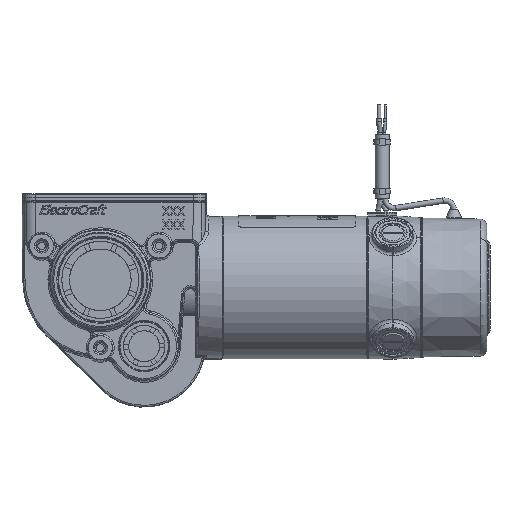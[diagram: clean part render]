
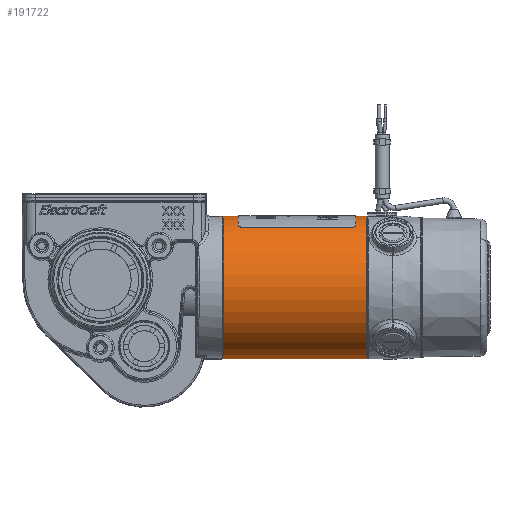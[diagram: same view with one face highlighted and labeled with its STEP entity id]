
A CAD part, top view. The second image highlights one B-rep face of the part: STEP entity #191722.
In plain terms, the highlighted cylindrical face has radius 46.35 mm (diameter 92.7 mm), a partial arc.
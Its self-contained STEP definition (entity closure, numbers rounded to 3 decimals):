
#11931 = ORIENTED_EDGE ( 'NONE', *, *, #30785, .T. ) ;
#13035 = DIRECTION ( 'NONE',  ( -1., 0., 0. ) ) ;
#14604 = DIRECTION ( 'NONE',  ( 1., 0., 0. ) ) ;
#15258 = ORIENTED_EDGE ( 'NONE', *, *, #49461, .F. ) ;
#15533 = DIRECTION ( 'NONE',  ( 1., 0., 0. ) ) ;
#16195 = CARTESIAN_POINT ( 'NONE',  ( 89.598, 41.415, 0. ) ) ;
#16819 = CARTESIAN_POINT ( 'NONE',  ( 165.718, 35.116, 23.331 ) ) ;
#17449 = B_SPLINE_CURVE_WITH_KNOTS ( 'NONE', 3,
 ( #38641, #166561, #28572, #179627, #182592, #118588 ),
 .UNSPECIFIED., .F., .F.,
 ( 4, 2, 4 ),
 ( 0.5, 0.75, 1. ),
 .UNSPECIFIED. ) ;
#19157 = EDGE_CURVE ( 'NONE', #140578, #27821, #86422, .T. ) ;
#19764 = CARTESIAN_POINT ( 'NONE',  ( 126.448, 41.415, 0. ) ) ;
#27821 = VERTEX_POINT ( 'NONE', #118718 ) ;
#28572 = CARTESIAN_POINT ( 'NONE',  ( 90.001, 34.719, 24.001 ) ) ;
#30785 = EDGE_CURVE ( 'NONE', #142665, #140578, #119066, .T. ) ;
#31509 = ORIENTED_EDGE ( 'NONE', *, *, #154464, .T. ) ;
#31530 = DIRECTION ( 'NONE',  ( 1., 0., 0. ) ) ;
#31577 = CARTESIAN_POINT ( 'NONE',  ( 79.952, -4.935, 0. ) ) ;
#31701 = CARTESIAN_POINT ( 'NONE',  ( 165.798, 35.525, 22.612 ) ) ;
#33204 = CARTESIAN_POINT ( 'NONE',  ( 126.448, -51.285, 0. ) ) ;
#35296 = VERTEX_POINT ( 'NONE', #128903 ) ;
#36404 = CARTESIAN_POINT ( 'NONE',  ( 91.169, 34.1, 24.992 ) ) ;
#37119 = CIRCLE ( 'NONE', #43549, 46.35 ) ;
#38641 = CARTESIAN_POINT ( 'NONE',  ( 90.528, 34.381, 24.547 ) ) ;
#39067 = CARTESIAN_POINT ( 'NONE',  ( 164.227, 34.1, 24.992 ) ) ;
#40159 = EDGE_CURVE ( 'NONE', #142334, #47384, #157181, .T. ) ;
#41443 = DIRECTION ( 'NONE',  ( 0., 1., 0. ) ) ;
#41555 = B_SPLINE_CURVE_WITH_KNOTS ( 'NONE', 3,
 ( #92846, #105909, #16819, #77825, #59909, #166868 ),
 .UNSPECIFIED., .F., .F.,
 ( 4, 2, 4 ),
 ( 0., 0.25, 0.5 ),
 .UNSPECIFIED. ) ;
#41854 = CARTESIAN_POINT ( 'NONE',  ( 172.944, 41.415, 0. ) ) ;
#42187 = ORIENTED_EDGE ( 'NONE', *, *, #19157, .T. ) ;
#42490 = EDGE_CURVE ( 'NONE', #177798, #170427, #42715, .T. ) ;
#42715 = LINE ( 'NONE', #181723, #172360 ) ;
#43549 = AXIS2_PLACEMENT_3D ( 'NONE', #54451, #163408, #41443 ) ;
#44999 = CARTESIAN_POINT ( 'NONE',  ( 172.944, -51.285, 0. ) ) ;
#46297 = VECTOR ( 'NONE', #111781, 1000. ) ;
#46517 = DIRECTION ( 'NONE',  ( 0., 1., 0. ) ) ;
#47384 = VERTEX_POINT ( 'NONE', #44999 ) ;
#47747 = EDGE_LOOP ( 'NONE', ( #65953, #174377, #55364, #15258, #31509, #104294, #182184, #11931, #42187, #170591, #139188, #190877 ) ) ;
#49461 = EDGE_CURVE ( 'NONE', #90765, #155887, #171817, .T. ) ;
#54451 = CARTESIAN_POINT ( 'NONE',  ( 89.598, -4.935, 0. ) ) ;
#55032 = CARTESIAN_POINT ( 'NONE',  ( 164.868, 34.381, 24.547 ) ) ;
#55364 = ORIENTED_EDGE ( 'NONE', *, *, #95100, .F. ) ;
#57083 = CARTESIAN_POINT ( 'NONE',  ( 79.952, 41.415, 0. ) ) ;
#59909 = CARTESIAN_POINT ( 'NONE',  ( 165.166, 34.539, 24.294 ) ) ;
#62565 = DIRECTION ( 'NONE',  ( 0., 1., 0. ) ) ;
#65479 = CARTESIAN_POINT ( 'NONE',  ( 126.448, -4.935, 0. ) ) ;
#65953 = ORIENTED_EDGE ( 'NONE', *, *, #143519, .T. ) ;
#72074 = CARTESIAN_POINT ( 'NONE',  ( 126.448, 33.881, 25.331 ) ) ;
#74555 = CARTESIAN_POINT ( 'NONE',  ( 172.944, -4.935, 0. ) ) ;
#77825 = CARTESIAN_POINT ( 'NONE',  ( 165.396, 34.719, 24.001 ) ) ;
#81947 = EDGE_CURVE ( 'NONE', #84339, #35296, #41555, .T. ) ;
#82490 = EDGE_CURVE ( 'NONE', #170870, #170427, #37119, .T. ) ;
#84154 = CARTESIAN_POINT ( 'NONE',  ( 92.773, 33.881, 25.331 ) ) ;
#84339 = VERTEX_POINT ( 'NONE', #31701 ) ;
#86422 = B_SPLINE_CURVE_WITH_KNOTS ( 'NONE', 3,
 ( #173435, #161326, #146354, #36404, #101396, #179341 ),
 .UNSPECIFIED., .F., .F.,
 ( 4, 2, 4 ),
 ( 0., 0.25, 0.5 ),
 .UNSPECIFIED. ) ;
#87021 = CARTESIAN_POINT ( 'NONE',  ( 164.571, 34.224, 24.799 ) ) ;
#90765 = VERTEX_POINT ( 'NONE', #90946 ) ;
#90946 = CARTESIAN_POINT ( 'NONE',  ( 165.798, 41.415, 0. ) ) ;
#92846 = CARTESIAN_POINT ( 'NONE',  ( 165.798, 35.525, 22.612 ) ) ;
#95100 = EDGE_CURVE ( 'NONE', #155887, #47384, #170251, .T. ) ;
#98093 = VECTOR ( 'NONE', #13035, 1000. ) ;
#98164 = CARTESIAN_POINT ( 'NONE',  ( 163.449, 33.925, 25.263 ) ) ;
#99728 = CARTESIAN_POINT ( 'NONE',  ( 162.623, 33.881, 25.331 ) ) ;
#101396 = CARTESIAN_POINT ( 'NONE',  ( 90.826, 34.224, 24.799 ) ) ;
#103735 = DIRECTION ( 'NONE',  ( 1., 0., 0. ) ) ;
#104068 = CARTESIAN_POINT ( 'NONE',  ( 89.598, 35.525, 22.612 ) ) ;
#104294 = ORIENTED_EDGE ( 'NONE', *, *, #81947, .T. ) ;
#104884 = VECTOR ( 'NONE', #123242, 1000. ) ;
#105909 = CARTESIAN_POINT ( 'NONE',  ( 165.798, 35.319, 22.98 ) ) ;
#107080 = EDGE_CURVE ( 'NONE', #35296, #142665, #140245, .T. ) ;
#111781 = DIRECTION ( 'NONE',  ( 1., 0., 0. ) ) ;
#115085 = CARTESIAN_POINT ( 'NONE',  ( 162.623, 33.881, 25.331 ) ) ;
#118588 = CARTESIAN_POINT ( 'NONE',  ( 89.598, 35.525, 22.612 ) ) ;
#118718 = CARTESIAN_POINT ( 'NONE',  ( 90.528, 34.381, 24.547 ) ) ;
#118760 = CARTESIAN_POINT ( 'NONE',  ( 165.798, -4.935, 0. ) ) ;
#119066 = LINE ( 'NONE', #72074, #98093 ) ;
#123242 = DIRECTION ( 'NONE',  ( 1., 0., 0. ) ) ;
#123529 = CYLINDRICAL_SURFACE ( 'NONE', #169799, 46.35 ) ;
#124945 = AXIS2_PLACEMENT_3D ( 'NONE', #31577, #14604, #62565 ) ;
#126779 = CIRCLE ( 'NONE', #197047, 46.35 ) ;
#128903 = CARTESIAN_POINT ( 'NONE',  ( 164.868, 34.381, 24.547 ) ) ;
#131992 = AXIS2_PLACEMENT_3D ( 'NONE', #74555, #15533, #46517 ) ;
#139188 = ORIENTED_EDGE ( 'NONE', *, *, #82490, .T. ) ;
#140245 = B_SPLINE_CURVE_WITH_KNOTS ( 'NONE', 3,
 ( #55032, #87021, #39067, #98164, #160072, #115085 ),
 .UNSPECIFIED., .F., .F.,
 ( 4, 2, 4 ),
 ( 0.5, 0.75, 1. ),
 .UNSPECIFIED. ) ;
#140578 = VERTEX_POINT ( 'NONE', #84154 ) ;
#142334 = VERTEX_POINT ( 'NONE', #148871 ) ;
#142464 = DIRECTION ( 'NONE',  ( 0., 1., 0. ) ) ;
#142665 = VERTEX_POINT ( 'NONE', #99728 ) ;
#143519 = EDGE_CURVE ( 'NONE', #177798, #142334, #150470, .T. ) ;
#146354 = CARTESIAN_POINT ( 'NONE',  ( 91.947, 33.925, 25.263 ) ) ;
#148871 = CARTESIAN_POINT ( 'NONE',  ( 79.952, -51.285, 0. ) ) ;
#150470 = CIRCLE ( 'NONE', #124945, 46.35 ) ;
#154464 = EDGE_CURVE ( 'NONE', #90765, #84339, #126779, .T. ) ;
#155887 = VERTEX_POINT ( 'NONE', #41854 ) ;
#157181 = LINE ( 'NONE', #33204, #104884 ) ;
#160072 = CARTESIAN_POINT ( 'NONE',  ( 163.044, 33.881, 25.331 ) ) ;
#161326 = CARTESIAN_POINT ( 'NONE',  ( 92.352, 33.881, 25.331 ) ) ;
#163408 = DIRECTION ( 'NONE',  ( -1., 0., 0. ) ) ;
#166561 = CARTESIAN_POINT ( 'NONE',  ( 90.23, 34.539, 24.294 ) ) ;
#166868 = CARTESIAN_POINT ( 'NONE',  ( 164.868, 34.381, 24.547 ) ) ;
#169799 = AXIS2_PLACEMENT_3D ( 'NONE', #65479, #31530, #142464 ) ;
#170251 = CIRCLE ( 'NONE', #131992, 46.35 ) ;
#170427 = VERTEX_POINT ( 'NONE', #16195 ) ;
#170591 = ORIENTED_EDGE ( 'NONE', *, *, #172425, .T. ) ;
#170870 = VERTEX_POINT ( 'NONE', #104068 ) ;
#171817 = LINE ( 'NONE', #19764, #46297 ) ;
#172360 = VECTOR ( 'NONE', #103735, 1000. ) ;
#172425 = EDGE_CURVE ( 'NONE', #27821, #170870, #17449, .T. ) ;
#173435 = CARTESIAN_POINT ( 'NONE',  ( 92.773, 33.881, 25.331 ) ) ;
#174377 = ORIENTED_EDGE ( 'NONE', *, *, #40159, .T. ) ;
#177798 = VERTEX_POINT ( 'NONE', #57083 ) ;
#179341 = CARTESIAN_POINT ( 'NONE',  ( 90.528, 34.381, 24.547 ) ) ;
#179627 = CARTESIAN_POINT ( 'NONE',  ( 89.678, 35.116, 23.331 ) ) ;
#181723 = CARTESIAN_POINT ( 'NONE',  ( 126.448, 41.415, 0. ) ) ;
#182184 = ORIENTED_EDGE ( 'NONE', *, *, #107080, .T. ) ;
#182592 = CARTESIAN_POINT ( 'NONE',  ( 89.598, 35.319, 22.98 ) ) ;
#185525 = FACE_OUTER_BOUND ( 'NONE', #47747, .T. ) ;
#190877 = ORIENTED_EDGE ( 'NONE', *, *, #42490, .F. ) ;
#191722 = ADVANCED_FACE ( 'NONE', ( #185525 ), #123529, .T. ) ;
#193826 = DIRECTION ( 'NONE',  ( 0., 1., 0. ) ) ;
#197047 = AXIS2_PLACEMENT_3D ( 'NONE', #118760, #197760, #193826 ) ;
#197760 = DIRECTION ( 'NONE',  ( 1., 0., 0. ) ) ;
